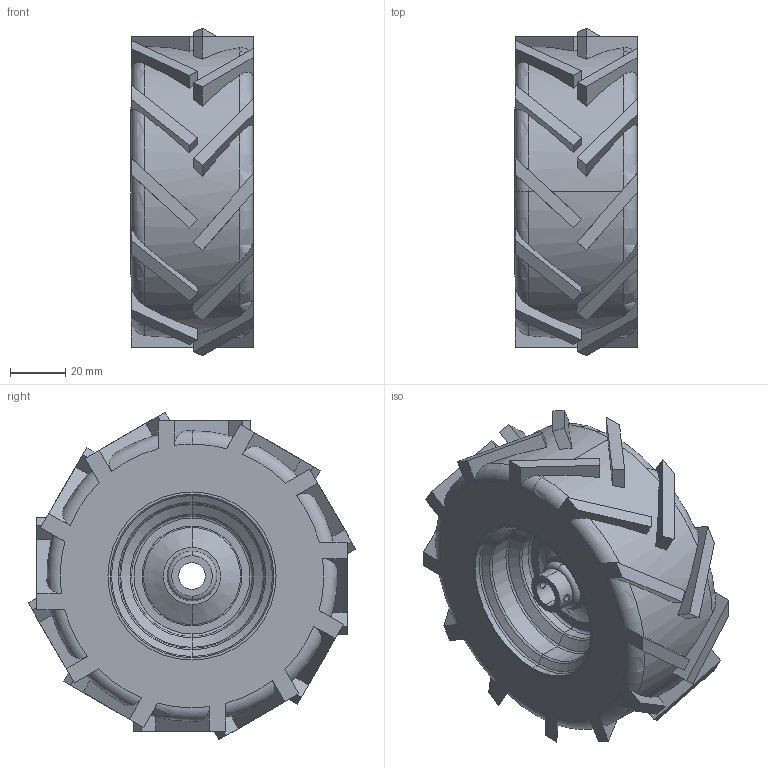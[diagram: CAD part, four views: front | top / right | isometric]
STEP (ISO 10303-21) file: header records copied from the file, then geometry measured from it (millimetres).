
FILE_DESCRIPTION (( 'STEP AP203' ), '1' );
FILE_NAME ('IGVC Wheel_Default_sldprt.STEP', '2022-02-22T13:17:14', ( '' ), ( '' ), 'SwSTEP 2.0', 'SolidWorks 2021', '' );
FILE_SCHEMA (( 'CONFIG_CONTROL_DESIGN' ));
Length unit declared in the file: inch
Products named in the file (1): IGVC Wheel_Default_sldprt
Bounding box: 44.15 x 118.51 x 118.51 mm (x, y, z)
Volume: 315276.9 mm3; surface area: 63101.1 mm2
Topology: 2 solids, 2 shells, 205 faces, 540 edges, 345 vertices
Faces by surface type: plane 106, torus 53, cylinder 34, cone 12
Entity records: 7547 total; most frequent: CARTESIAN_POINT 2605, ORIENTED_EDGE 1080, DIRECTION 970, EDGE_CURVE 540, AXIS2_PLACEMENT_3D 366, VERTEX_POINT 345, LINE 238, VECTOR 238
